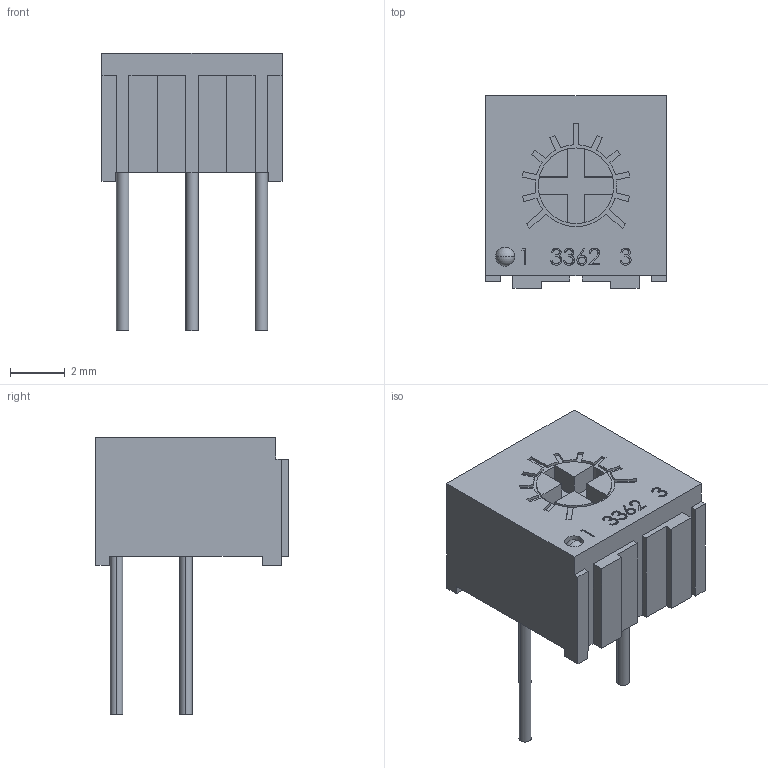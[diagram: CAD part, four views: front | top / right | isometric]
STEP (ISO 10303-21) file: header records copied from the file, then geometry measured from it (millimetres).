
FILE_DESCRIPTION(('FreeCAD Model'),'2;1');
FILE_NAME('Open CASCADE Shape Model','2021-09-25T11:19:27',('Author'),( ''),'Open CASCADE STEP processor 7.5','FreeCAD','Unknown');
FILE_SCHEMA(('AUTOMOTIVE_DESIGN { 1 0 10303 214 1 1 1 1 }'));
Length unit declared in the file: millimetre
Products named in the file (9): User Library-Bourns 3362P008; User Library-Bourns 3362P; User Library-Bourns 3362P001; User Library-Bourns 3362P002; User Library-Bourns 3362P003; User Library-Bourns 3362P004; User Library-Bourns 3362P005; User Library-Bourns 3362P006; User Library-Bourns 3362P007
Assembly tree (8 placements, depth 2):
  User Library-Bourns 3362P008
    User Library-Bourns 3362P
    User Library-Bourns 3362P001
    User Library-Bourns 3362P002
    User Library-Bourns 3362P003
    User Library-Bourns 3362P004
    User Library-Bourns 3362P005
    User Library-Bourns 3362P006
    User Library-Bourns 3362P007
Bounding box: 6.6 x 7.05 x 10.17 mm (x, y, z)
Volume: 196.1 mm3; surface area: 273.7 mm2
Topology: 8 solids, 8 shells, 209 faces, 552 edges, 367 vertices
Faces by surface type: plane 124, bspline 57, cylinder 26, sphere 2
Entity records: 18039 total; most frequent: CARTESIAN_POINT 7374, DIRECTION 1682, LINE 1198, VECTOR 1198, ORIENTED_EDGE 1100, PCURVE 1100, DEFINITIONAL_REPRESENTATION 1100, EDGE_CURVE 550
